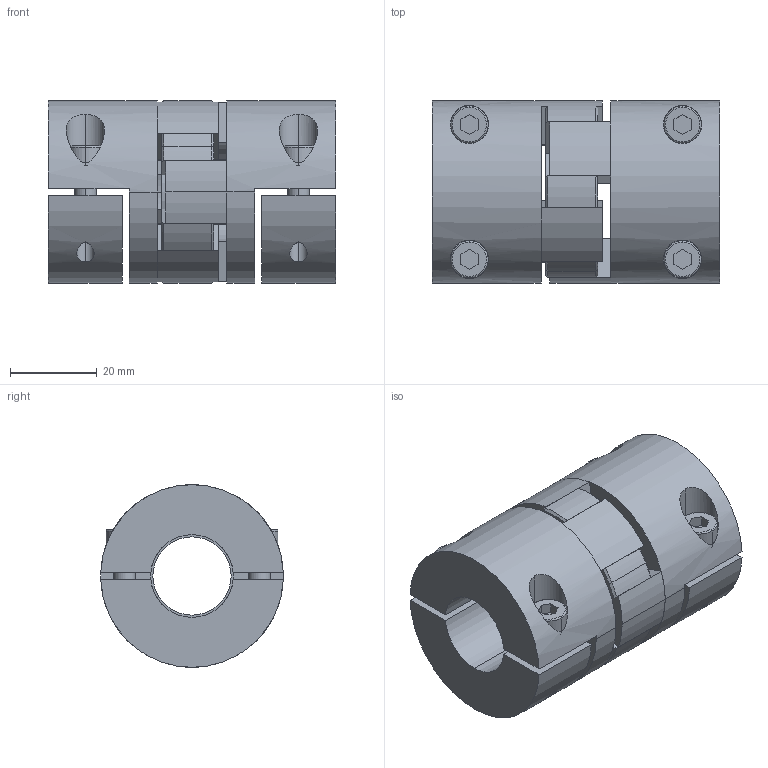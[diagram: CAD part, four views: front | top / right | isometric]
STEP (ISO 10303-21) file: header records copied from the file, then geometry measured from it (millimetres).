
FILE_DESCRIPTION(('STEP AP214'),'1');
FILE_NAME('cctmp_A8D7A727-DA96-4266-AC89-7D9C0D3998C9_2023_06_14_13_45_01_0995..stp','2023-06-14T11:45:02',('R+W Antriebselemente GmbH'),('CADClick - www.CADClick.com'),'Spatial InterOp 3D',' ','unknown authorization');
FILE_SCHEMA(('AUTOMOTIVE_DESIGN'));
Length unit declared in the file: millimetre
Products named in the file (12): cc_unnamed; EKH/20/66/A/19/19_10; EKH/20/66/A/19/19_9; EKH/20/66/A/19/19_8; EKH/20/66/A/19/19_7; EKH/20/66/A/19/19_6; EKH/20/66/A/19/19_5; EKH/20/66/A/19/19_4; EKH/20/66/A/19/19_3; EKH/20/66/A/19/19_2; EKH/20/66/A/19/19_1; EKH/20/66/A/19/19
Assembly tree (11 placements, depth 2):
  cc_unnamed
    EKH/20/66/A/19/19_10
    EKH/20/66/A/19/19_9
    EKH/20/66/A/19/19_8
    EKH/20/66/A/19/19_7
    EKH/20/66/A/19/19_6
    EKH/20/66/A/19/19_5
    EKH/20/66/A/19/19_4
    EKH/20/66/A/19/19_3
    EKH/20/66/A/19/19_2
    EKH/20/66/A/19/19_1
    EKH/20/66/A/19/19
Bounding box: 66 x 42 x 42 mm (x, y, z)
Volume: 65428.6 mm3; surface area: 29568.7 mm2
Topology: 11 solids, 11 shells, 222 faces, 522 edges, 344 vertices
Faces by surface type: plane 104, cylinder 94, cone 16, torus 8
Entity records: 9063 total; most frequent: CARTESIAN_POINT 1628, DIRECTION 1186, ORIENTED_EDGE 1044, EDGE_CURVE 522, AXIS2_PLACEMENT_3D 446, VERTEX_POINT 344, LINE 294, VECTOR 294
